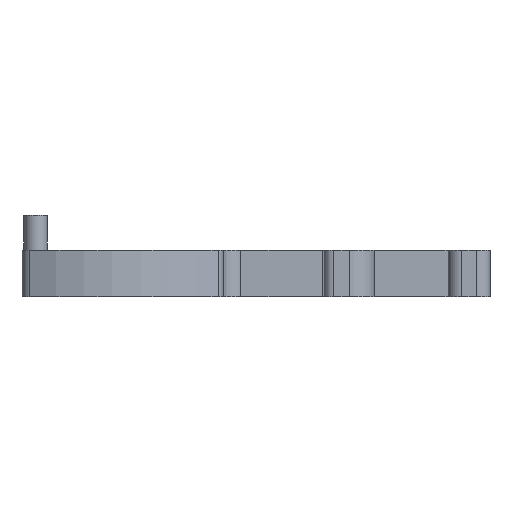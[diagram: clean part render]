
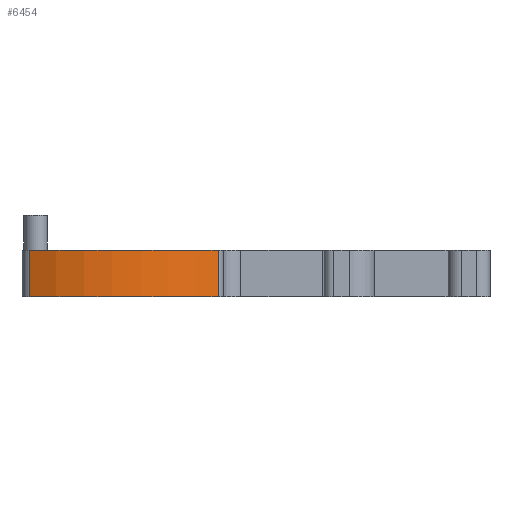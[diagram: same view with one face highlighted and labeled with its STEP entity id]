
A CAD part, left-side view. The second image highlights one B-rep face of the part: STEP entity #6454.
In plain terms, the highlighted cylindrical face has radius 45.5 mm (diameter 91 mm), a partial arc.
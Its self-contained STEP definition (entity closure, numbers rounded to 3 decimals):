
#35=CYLINDRICAL_SURFACE('',#6703,45.5);
#62=CIRCLE('',#6636,45.5);
#95=CIRCLE('',#6704,45.5);
#879=FACE_OUTER_BOUND('',#1245,.T.);
#1245=EDGE_LOOP('',(#5811,#5812,#5813,#5814));
#1844=LINE('',#12136,#2449);
#1845=LINE('',#12140,#2450);
#2449=VECTOR('',#7759,10.);
#2450=VECTOR('',#7764,10.);
#3035=VERTEX_POINT('',#11958);
#3036=VERTEX_POINT('',#11960);
#3092=VERTEX_POINT('',#12134);
#3093=VERTEX_POINT('',#12138);
#3934=EDGE_CURVE('',#3035,#3036,#62,.F.);
#4019=EDGE_CURVE('',#3092,#3036,#1844,.T.);
#4020=EDGE_CURVE('',#3093,#3092,#95,.F.);
#4021=EDGE_CURVE('',#3093,#3035,#1845,.T.);
#5811=ORIENTED_EDGE('',*,*,#4020,.T.);
#5812=ORIENTED_EDGE('',*,*,#4019,.T.);
#5813=ORIENTED_EDGE('',*,*,#3934,.F.);
#5814=ORIENTED_EDGE('',*,*,#4021,.F.);
#6454=ADVANCED_FACE('',(#879),#35,.T.);
#6636=AXIS2_PLACEMENT_3D('',#11961,#7573,#7574);
#6703=AXIS2_PLACEMENT_3D('',#12137,#7760,#7761);
#6704=AXIS2_PLACEMENT_3D('',#12139,#7762,#7763);
#7573=DIRECTION('center_axis',(0.,0.,-1.));
#7574=DIRECTION('ref_axis',(-0.892,0.452,0.));
#7759=DIRECTION('',(0.,0.,1.));
#7760=DIRECTION('center_axis',(0.,0.,1.));
#7761=DIRECTION('ref_axis',(-0.892,0.452,0.));
#7762=DIRECTION('center_axis',(0.,0.,-1.));
#7763=DIRECTION('ref_axis',(-0.892,0.452,0.));
#7764=DIRECTION('',(0.,0.,1.));
#11958=CARTESIAN_POINT('',(-56.48,-1.395,12.));
#11960=CARTESIAN_POINT('',(-51.636,-50.145,12.));
#11961=CARTESIAN_POINT('Origin',(-15.902,-21.978,12.));
#12134=CARTESIAN_POINT('',(-51.636,-50.145,0.));
#12136=CARTESIAN_POINT('',(-51.636,-50.145,0.));
#12137=CARTESIAN_POINT('Origin',(-15.902,-21.978,0.));
#12138=CARTESIAN_POINT('',(-56.48,-1.395,0.));
#12139=CARTESIAN_POINT('Origin',(-15.902,-21.978,0.));
#12140=CARTESIAN_POINT('',(-56.48,-1.395,0.));
